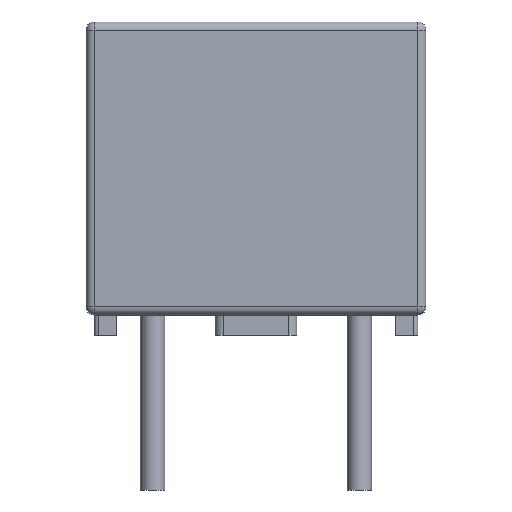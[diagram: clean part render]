
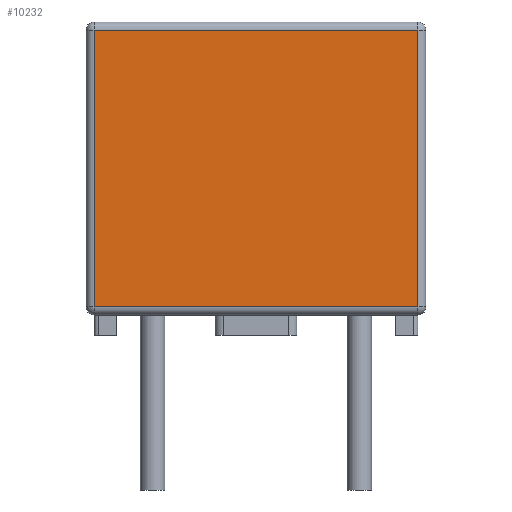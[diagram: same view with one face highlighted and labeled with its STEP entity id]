
A CAD part, front view. The second image highlights one B-rep face of the part: STEP entity #10232.
In plain terms, the highlighted planar face has unit normal (0, -1, 0).
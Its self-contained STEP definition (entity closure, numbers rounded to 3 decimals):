
#58 = DIRECTION ( 'NONE',  ( 0., 0., 1. ) ) ;
#568 = VECTOR ( 'NONE', #58, 1000. ) ;
#645 = VERTEX_POINT ( 'NONE', #11013 ) ;
#1107 = EDGE_CURVE ( 'NONE', #645, #10576, #10409, .T. ) ;
#1295 = LINE ( 'NONE', #7431, #15083 ) ;
#1375 = CARTESIAN_POINT ( 'NONE',  ( 8.15, 0., 7.2 ) ) ;
#1483 = DIRECTION ( 'NONE',  ( 1., 0., 0. ) ) ;
#1565 = EDGE_CURVE ( 'NONE', #10576, #3718, #12464, .T. ) ;
#3718 = VERTEX_POINT ( 'NONE', #17565 ) ;
#4508 = CARTESIAN_POINT ( 'NONE',  ( 0., 0., 0.2 ) ) ;
#5427 = ORIENTED_EDGE ( 'NONE', *, *, #1565, .T. ) ;
#6335 = VERTEX_POINT ( 'NONE', #18330 ) ;
#7306 = EDGE_CURVE ( 'NONE', #3718, #6335, #12253, .T. ) ;
#7431 = CARTESIAN_POINT ( 'NONE',  ( 0., 0., 7. ) ) ;
#8849 = EDGE_CURVE ( 'NONE', #6335, #645, #1295, .T. ) ;
#9043 = DIRECTION ( 'NONE',  ( 0., 1., 0. ) ) ;
#10232 = ADVANCED_FACE ( 'NONE', ( #10556 ), #16637, .F. ) ;
#10409 = LINE ( 'NONE', #19615, #10817 ) ;
#10556 = FACE_OUTER_BOUND ( 'NONE', #18431, .T. ) ;
#10576 = VERTEX_POINT ( 'NONE', #11031 ) ;
#10817 = VECTOR ( 'NONE', #16793, 1000. ) ;
#11013 = CARTESIAN_POINT ( 'NONE',  ( 0.2, 0., 7. ) ) ;
#11031 = CARTESIAN_POINT ( 'NONE',  ( 0.2, 0., 0.2 ) ) ;
#12253 = LINE ( 'NONE', #1375, #568 ) ;
#12447 = VECTOR ( 'NONE', #1483, 1000. ) ;
#12464 = LINE ( 'NONE', #4508, #12447 ) ;
#12846 = AXIS2_PLACEMENT_3D ( 'NONE', #15118, #9043, #16740 ) ;
#13280 = ORIENTED_EDGE ( 'NONE', *, *, #7306, .T. ) ;
#13592 = DIRECTION ( 'NONE',  ( -1., 0., 0. ) ) ;
#14713 = ORIENTED_EDGE ( 'NONE', *, *, #1107, .T. ) ;
#15083 = VECTOR ( 'NONE', #13592, 1000. ) ;
#15118 = CARTESIAN_POINT ( 'NONE',  ( 0., 0., 7.2 ) ) ;
#16637 = PLANE ( 'NONE',  #12846 ) ;
#16740 = DIRECTION ( 'NONE',  ( 0., 0., 1. ) ) ;
#16793 = DIRECTION ( 'NONE',  ( 0., 0., -1. ) ) ;
#17565 = CARTESIAN_POINT ( 'NONE',  ( 8.15, 0., 0.2 ) ) ;
#18330 = CARTESIAN_POINT ( 'NONE',  ( 8.15, 0., 7. ) ) ;
#18431 = EDGE_LOOP ( 'NONE', ( #14713, #5427, #13280, #19336 ) ) ;
#19336 = ORIENTED_EDGE ( 'NONE', *, *, #8849, .T. ) ;
#19615 = CARTESIAN_POINT ( 'NONE',  ( 0.2, 0., 7.2 ) ) ;
